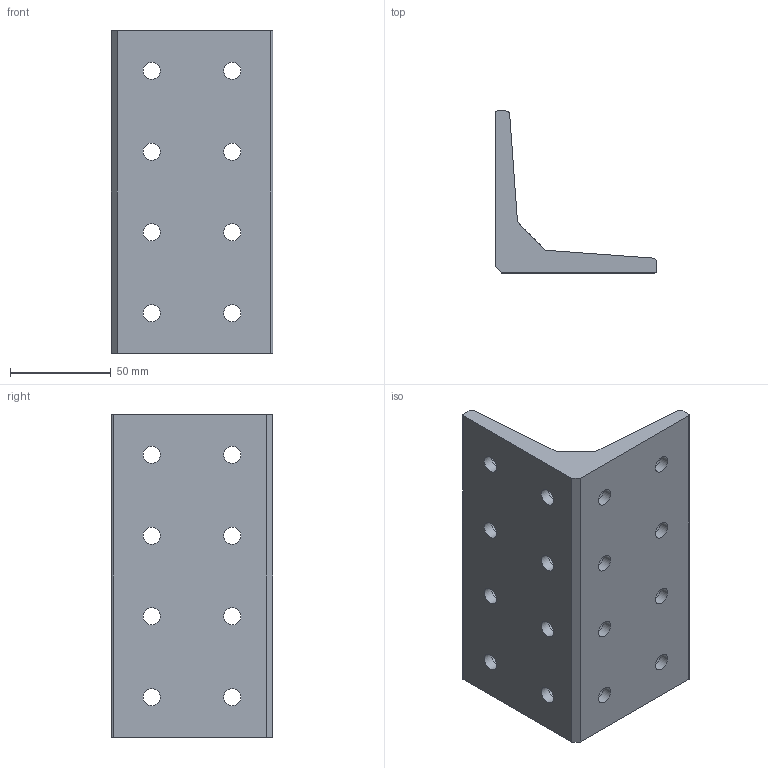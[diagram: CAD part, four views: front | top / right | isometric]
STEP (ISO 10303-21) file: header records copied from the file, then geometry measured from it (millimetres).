
FILE_DESCRIPTION(/* description */ (''),/* implementation_level */ '2;1');
FILE_NAME(/* name */ '13331_KriTec_Winkel_8_80x80x160_schwarz.stp',/* time_stamp */ '2016-09-08T15:32:12+02:00',/* author */ ('kostic'),/* organization */ (''),/* preprocessor_version */ 'ST-DEVELOPER v16.1',/* originating_system */ 'Autodesk Inventor 2016',/* authorisation */ '');
FILE_SCHEMA (('AUTOMOTIVE_DESIGN { 1 0 10303 214 3 1 1 }'));
Length unit declared in the file: millimetre
Products named in the file (1): 13331_KriTec_Winkel_8_80x80x160_schwarz
Bounding box: 80 x 80 x 160 mm (x, y, z)
Volume: 221970.1 mm3; surface area: 55559 mm2
Topology: 1 solids, 1 shells, 66 faces, 192 edges, 136 vertices
Faces by surface type: cylinder 36, plane 30
Full cylindrical faces by diameter (mm): 8.5 x16, 13.5 x16
Entity records: 1900 total; most frequent: DIRECTION 354, CARTESIAN_POINT 299, ORIENTED_EDGE 256, AXIS2_PLACEMENT_3D 159, EDGE_LOOP 138, EDGE_CURVE 128, VERTEX_POINT 104, FACE_BOUND 72
